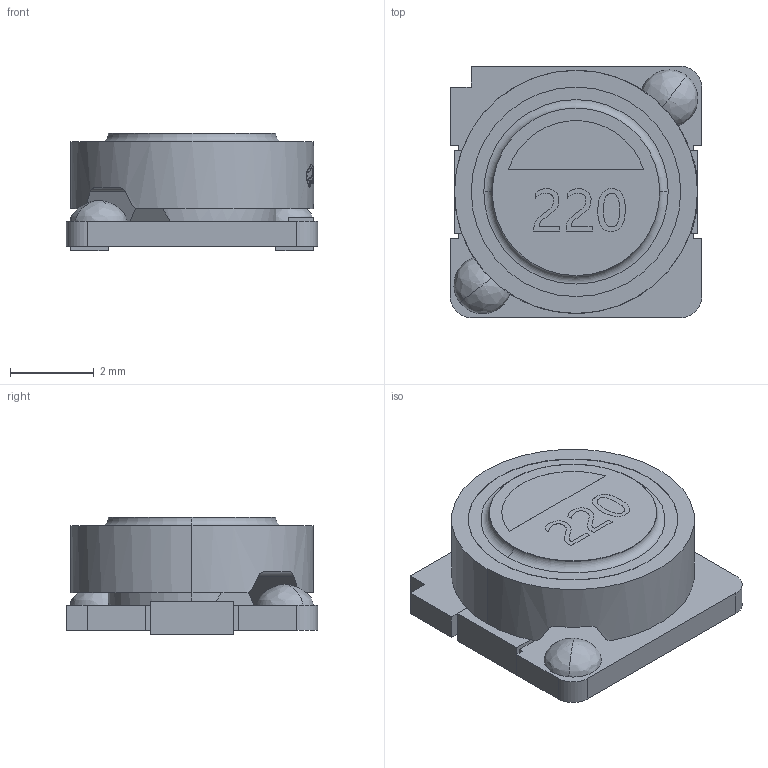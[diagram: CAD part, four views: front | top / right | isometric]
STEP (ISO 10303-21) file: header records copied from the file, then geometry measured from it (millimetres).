
FILE_DESCRIPTION (( 'STEP AP214' ), '1' );
FILE_NAME ('IND-SMD_L6.0-W6.0-H2.8_SLF6025.step', '2022-07-09T00:38:19', ( '' ), ( '' ), 'SwSTEP 2.0', 'SolidWorks 2020', '' );
FILE_SCHEMA (( 'AUTOMOTIVE_DESIGN' ));
Length unit declared in the file: millimetre
Products named in the file (1): IND-SMD_L6.0-W6.0-H2.8_SLF6025
Bounding box: 6 x 6 x 2.8 mm (x, y, z)
Volume: 67.8 mm3; surface area: 175.3 mm2
Topology: 3 solids, 3 shells, 400 faces, 1084 edges, 720 vertices
Faces by surface type: plane 193, bspline 163, cylinder 42, torus 2
Entity records: 20128 total; most frequent: CARTESIAN_POINT 6962, ORIENTED_EDGE 2160, DIRECTION 1187, EDGE_CURVE 1080, VERTEX_POINT 720, B_SPLINE_CURVE_WITH_KNOTS 495, LINE 443, VECTOR 443
